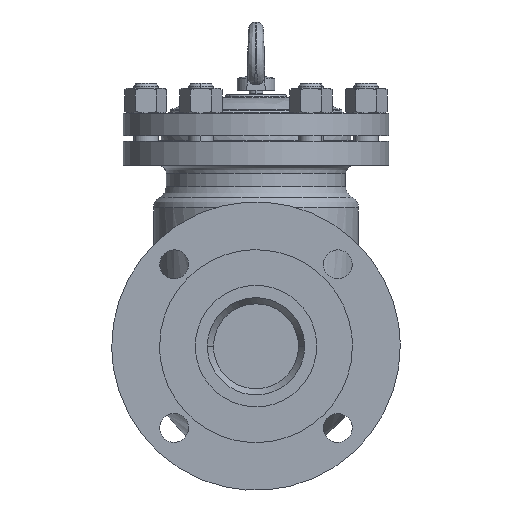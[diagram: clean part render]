
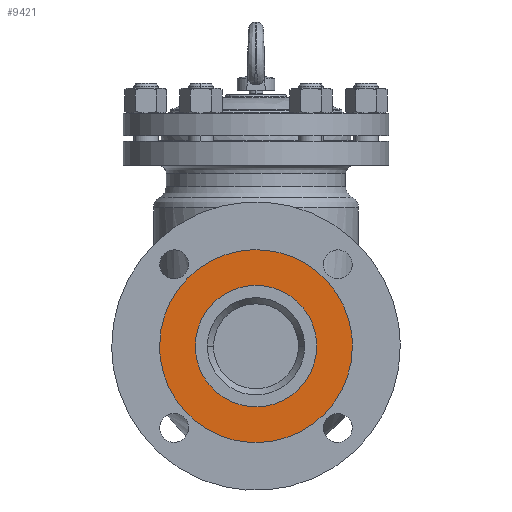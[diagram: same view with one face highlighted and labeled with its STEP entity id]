
A CAD part, front view. The second image highlights one B-rep face of the part: STEP entity #9421.
In plain terms, the highlighted free-form (B-spline) face has degree [1, 1] with [2, 2] control points.
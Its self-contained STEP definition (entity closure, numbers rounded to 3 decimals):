
#1150 = EDGE_CURVE('',#1151,#1153,#1155,.T.);
#1151 = VERTEX_POINT('',#1152);
#1152 = CARTESIAN_POINT('',(-52.558,-101.392,0.));
#1153 = VERTEX_POINT('',#1154);
#1154 = CARTESIAN_POINT('',(52.558,-101.392,
    0.));
#1155 = ( BOUNDED_CURVE() B_SPLINE_CURVE(2,(#1156,#1157,#1158,#1159,
#1160),.UNSPECIFIED.,.F.,.F.) B_SPLINE_CURVE_WITH_KNOTS((3,2,3),(
    4.712,6.283,7.854),
.PIECEWISE_BEZIER_KNOTS.) CURVE() GEOMETRIC_REPRESENTATION_ITEM() 
RATIONAL_B_SPLINE_CURVE((1.,0.707,1.,0.707,1.)) 
REPRESENTATION_ITEM('') );
#1156 = CARTESIAN_POINT('',(-52.558,-101.392,
    0.));
#1157 = CARTESIAN_POINT('',(-52.558,-101.392,
    52.558));
#1158 = CARTESIAN_POINT('',(0.,-101.392,
    52.558));
#1159 = CARTESIAN_POINT('',(52.558,-101.392,
    52.558));
#1160 = CARTESIAN_POINT('',(52.558,-101.392,
    0.));
#1198 = EDGE_CURVE('',#1153,#1151,#1199,.T.);
#1199 = ( BOUNDED_CURVE() B_SPLINE_CURVE(2,(#1200,#1201,#1202,#1203,
#1204),.UNSPECIFIED.,.F.,.F.) B_SPLINE_CURVE_WITH_KNOTS((3,2,3),(
    1.571,3.142,4.712),
.PIECEWISE_BEZIER_KNOTS.) CURVE() GEOMETRIC_REPRESENTATION_ITEM() 
RATIONAL_B_SPLINE_CURVE((1.,0.707,1.,0.707,1.)) 
REPRESENTATION_ITEM('') );
#1200 = CARTESIAN_POINT('',(52.558,-101.392,
    0.));
#1201 = CARTESIAN_POINT('',(52.558,-101.392,
    -52.558));
#1202 = CARTESIAN_POINT('',(0.,-101.392,
    -52.558));
#1203 = CARTESIAN_POINT('',(-52.558,-101.392,
    -52.558));
#1204 = CARTESIAN_POINT('',(-52.558,-101.392,
    0.));
#9345 = EDGE_CURVE('',#9346,#9348,#9350,.T.);
#9346 = VERTEX_POINT('',#9347);
#9347 = CARTESIAN_POINT('',(-33.108,-101.392,
    0.));
#9348 = VERTEX_POINT('',#9349);
#9349 = CARTESIAN_POINT('',(33.108,-101.392,
    0.));
#9350 = ( BOUNDED_CURVE() B_SPLINE_CURVE(2,(#9351,#9352,#9353,#9354,
#9355),.UNSPECIFIED.,.F.,.F.) B_SPLINE_CURVE_WITH_KNOTS((3,2,3),(
    4.712,6.283,7.854),
.PIECEWISE_BEZIER_KNOTS.) CURVE() GEOMETRIC_REPRESENTATION_ITEM() 
RATIONAL_B_SPLINE_CURVE((1.,0.707,1.,0.707,1.)) 
REPRESENTATION_ITEM('') );
#9351 = CARTESIAN_POINT('',(-33.108,-101.392,
    0.));
#9352 = CARTESIAN_POINT('',(-33.108,-101.392,
    33.108));
#9353 = CARTESIAN_POINT('',(0.,-101.392,
    33.108));
#9354 = CARTESIAN_POINT('',(33.108,-101.392,
    33.108));
#9355 = CARTESIAN_POINT('',(33.108,-101.392,
    0.));
#9393 = EDGE_CURVE('',#9348,#9346,#9394,.T.);
#9394 = ( BOUNDED_CURVE() B_SPLINE_CURVE(2,(#9395,#9396,#9397,#9398,
#9399),.UNSPECIFIED.,.F.,.F.) B_SPLINE_CURVE_WITH_KNOTS((3,2,3),(
    1.571,3.142,4.712),
.PIECEWISE_BEZIER_KNOTS.) CURVE() GEOMETRIC_REPRESENTATION_ITEM() 
RATIONAL_B_SPLINE_CURVE((1.,0.707,1.,0.707,1.)) 
REPRESENTATION_ITEM('') );
#9395 = CARTESIAN_POINT('',(33.108,-101.392,
    0.));
#9396 = CARTESIAN_POINT('',(33.108,-101.392,
    -33.108));
#9397 = CARTESIAN_POINT('',(0.,-101.392,
    -33.108));
#9398 = CARTESIAN_POINT('',(-33.108,-101.392,
    -33.108));
#9399 = CARTESIAN_POINT('',(-33.108,-101.392,
    0.));
#9421 = ADVANCED_FACE('',(#9422,#9426),#9430,.F.);
#9422 = FACE_BOUND('',#9423,.T.);
#9423 = EDGE_LOOP('',(#9424,#9425));
#9424 = ORIENTED_EDGE('',*,*,#1198,.F.);
#9425 = ORIENTED_EDGE('',*,*,#1150,.F.);
#9426 = FACE_BOUND('',#9427,.T.);
#9427 = EDGE_LOOP('',(#9428,#9429));
#9428 = ORIENTED_EDGE('',*,*,#9345,.T.);
#9429 = ORIENTED_EDGE('',*,*,#9393,.T.);
#9430 = B_SPLINE_SURFACE_WITH_KNOTS('',1,1,(
    (#9431,#9432)
    ,(#9433,#9434
    )),.UNSPECIFIED.,.F.,.F.,.F.,(2,2),(2,2),(-63.5,63.5),(-63.5,63.5),
  .PIECEWISE_BEZIER_KNOTS.);
#9431 = CARTESIAN_POINT('',(52.558,-101.392,
    -52.558));
#9432 = CARTESIAN_POINT('',(52.558,-101.392,
    52.558));
#9433 = CARTESIAN_POINT('',(-52.558,-101.392,
    -52.558));
#9434 = CARTESIAN_POINT('',(-52.558,-101.392,
    52.558));
